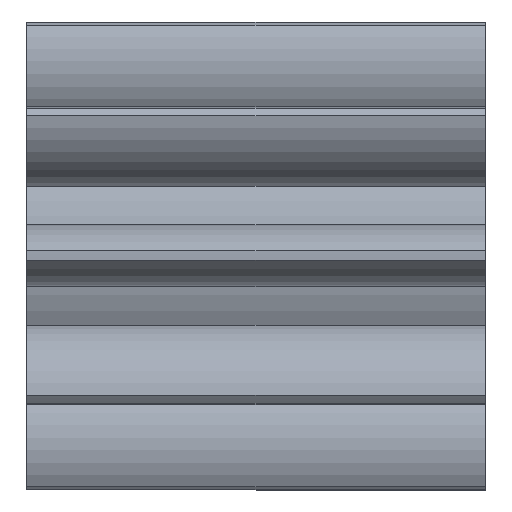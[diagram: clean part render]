
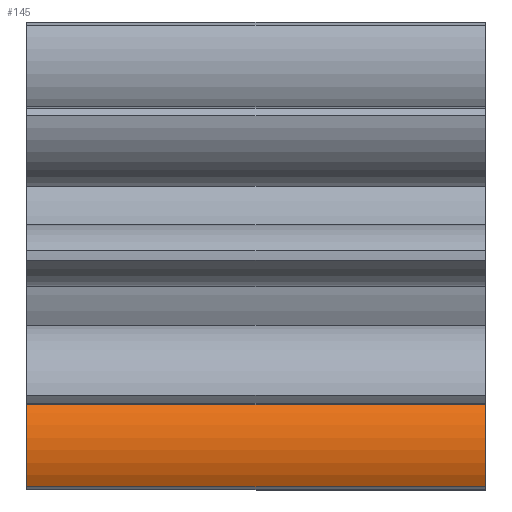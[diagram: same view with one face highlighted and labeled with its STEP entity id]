
A CAD part, top view. The second image highlights one B-rep face of the part: STEP entity #145.
In plain terms, the highlighted cylindrical face has radius 0.8 mm (diameter 1.6 mm), a partial arc.
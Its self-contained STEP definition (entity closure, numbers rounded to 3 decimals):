
#21 = CARTESIAN_POINT ( 'NONE',  ( 4.5, -1.877, 0.089 ) ) ;
#41 = VERTEX_POINT ( 'NONE', #1268 ) ;
#77 = CIRCLE ( 'NONE', #648, 0.8 ) ;
#145 = ADVANCED_FACE ( 'NONE', ( #1050 ), #1177, .T. ) ;
#166 = VERTEX_POINT ( 'NONE', #356 ) ;
#257 = DIRECTION ( 'NONE',  ( 0., 0., -1. ) ) ;
#302 = ORIENTED_EDGE ( 'NONE', *, *, #450, .T. ) ;
#356 = CARTESIAN_POINT ( 'NONE',  ( 0., -2.267, 0.787 ) ) ;
#370 = CARTESIAN_POINT ( 'NONE',  ( 2.25, -2.267, 0.787 ) ) ;
#382 = VERTEX_POINT ( 'NONE', #572 ) ;
#450 = EDGE_CURVE ( 'NONE', #667, #41, #792, .T. ) ;
#542 = EDGE_CURVE ( 'NONE', #382, #166, #77, .T. ) ;
#572 = CARTESIAN_POINT ( 'NONE',  ( 0., -1.337, 0.678 ) ) ;
#573 = VECTOR ( 'NONE', #1289, 1000. ) ;
#579 = LINE ( 'NONE', #370, #573 ) ;
#605 = CARTESIAN_POINT ( 'NONE',  ( 4.5, -1.337, 0.678 ) ) ;
#648 = AXIS2_PLACEMENT_3D ( 'NONE', #1049, #1152, #257 ) ;
#657 = VECTOR ( 'NONE', #820, 1000. ) ;
#667 = VERTEX_POINT ( 'NONE', #734 ) ;
#725 = EDGE_LOOP ( 'NONE', ( #1033, #302, #1164, #1170 ) ) ;
#734 = CARTESIAN_POINT ( 'NONE',  ( 4.5, -2.267, 0.787 ) ) ;
#792 = CIRCLE ( 'NONE', #1350, 0.8 ) ;
#820 = DIRECTION ( 'NONE',  ( -1., 0., 0. ) ) ;
#891 = EDGE_CURVE ( 'NONE', #166, #667, #579, .T. ) ;
#1006 = DIRECTION ( 'NONE',  ( -1., 0., 0. ) ) ;
#1033 = ORIENTED_EDGE ( 'NONE', *, *, #891, .T. ) ;
#1035 = DIRECTION ( 'NONE',  ( 0., 0.588, 0.809 ) ) ;
#1049 = CARTESIAN_POINT ( 'NONE',  ( 0., -1.877, 0.089 ) ) ;
#1050 = FACE_OUTER_BOUND ( 'NONE', #725, .T. ) ;
#1064 = DIRECTION ( 'NONE',  ( 0., 0., 1. ) ) ;
#1152 = DIRECTION ( 'NONE',  ( 1., 0., 0. ) ) ;
#1164 = ORIENTED_EDGE ( 'NONE', *, *, #1367, .T. ) ;
#1170 = ORIENTED_EDGE ( 'NONE', *, *, #542, .T. ) ;
#1177 = CYLINDRICAL_SURFACE ( 'NONE', #1443, 0.8 ) ;
#1268 = CARTESIAN_POINT ( 'NONE',  ( 4.5, -1.337, 0.678 ) ) ;
#1289 = DIRECTION ( 'NONE',  ( 1., 0., 0. ) ) ;
#1311 = LINE ( 'NONE', #605, #657 ) ;
#1350 = AXIS2_PLACEMENT_3D ( 'NONE', #1358, #1006, #1035 ) ;
#1358 = CARTESIAN_POINT ( 'NONE',  ( 4.5, -1.877, 0.089 ) ) ;
#1367 = EDGE_CURVE ( 'NONE', #41, #382, #1311, .T. ) ;
#1422 = DIRECTION ( 'NONE',  ( -1., 0., 0. ) ) ;
#1443 = AXIS2_PLACEMENT_3D ( 'NONE', #21, #1422, #1064 ) ;
